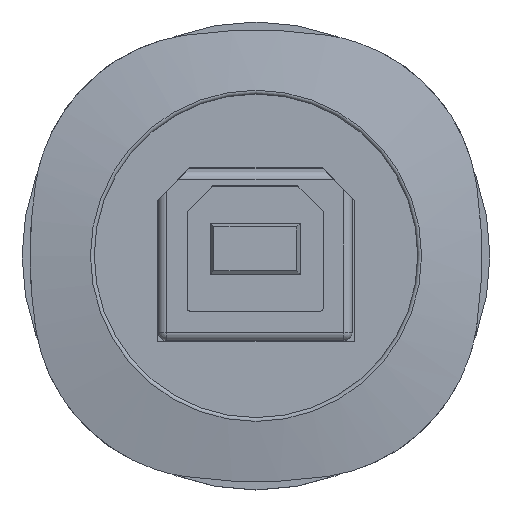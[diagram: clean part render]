
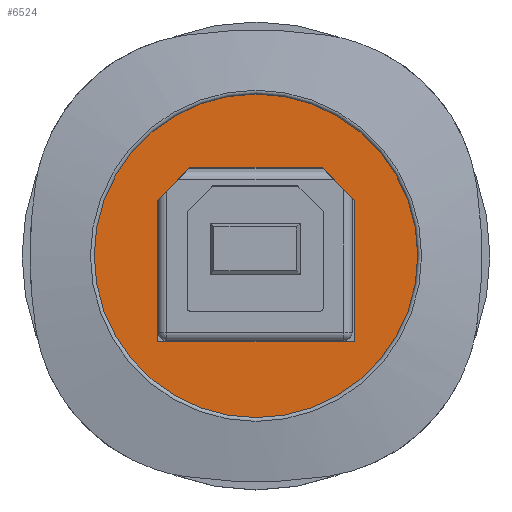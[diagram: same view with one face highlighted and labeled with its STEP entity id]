
A CAD part, top view. The second image highlights one B-rep face of the part: STEP entity #6524.
In plain terms, the highlighted planar face has unit normal (0, 0, 1).
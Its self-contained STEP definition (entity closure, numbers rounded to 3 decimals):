
#182=PLANE('',#6924);
#308=FACE_BOUND('',#860,.T.);
#494=FACE_OUTER_BOUND('',#859,.T.);
#859=EDGE_LOOP('',(#5478,#5479));
#860=EDGE_LOOP('',(#5480,#5481,#5482,#5483,#5484,#5485));
#1117=CIRCLE('',#6854,10.025);
#1118=CIRCLE('',#6855,10.025);
#1697=LINE('',#12562,#2280);
#1744=LINE('',#12798,#2327);
#1753=LINE('',#12816,#2336);
#1762=LINE('',#12866,#2345);
#1764=LINE('',#12869,#2347);
#1765=LINE('',#12871,#2348);
#2280=VECTOR('',#7631,10.);
#2327=VECTOR('',#7750,10.);
#2336=VECTOR('',#7763,10.);
#2345=VECTOR('',#7788,10.);
#2347=VECTOR('',#7792,10.);
#2348=VECTOR('',#7795,10.);
#2985=VERTEX_POINT('',#12559);
#2986=VERTEX_POINT('',#12561);
#3010=VERTEX_POINT('',#12732);
#3011=VERTEX_POINT('',#12734);
#3032=VERTEX_POINT('',#12797);
#3038=VERTEX_POINT('',#12813);
#3039=VERTEX_POINT('',#12815);
#3044=VERTEX_POINT('',#12865);
#3693=EDGE_CURVE('',#2986,#2985,#1697,.T.);
#3732=EDGE_CURVE('',#3011,#3010,#1117,.T.);
#3733=EDGE_CURVE('',#3010,#3011,#1118,.T.);
#3764=EDGE_CURVE('',#3032,#2986,#1744,.T.);
#3773=EDGE_CURVE('',#3039,#3038,#1753,.T.);
#3785=EDGE_CURVE('',#3044,#3039,#1762,.T.);
#3787=EDGE_CURVE('',#2985,#3044,#1764,.T.);
#3788=EDGE_CURVE('',#3038,#3032,#1765,.T.);
#5478=ORIENTED_EDGE('',*,*,#3732,.T.);
#5479=ORIENTED_EDGE('',*,*,#3733,.T.);
#5480=ORIENTED_EDGE('',*,*,#3693,.T.);
#5481=ORIENTED_EDGE('',*,*,#3787,.T.);
#5482=ORIENTED_EDGE('',*,*,#3785,.T.);
#5483=ORIENTED_EDGE('',*,*,#3773,.T.);
#5484=ORIENTED_EDGE('',*,*,#3788,.T.);
#5485=ORIENTED_EDGE('',*,*,#3764,.T.);
#6524=ADVANCED_FACE('',(#494,#308),#182,.T.);
#6854=AXIS2_PLACEMENT_3D('',#12735,#7696,#7697);
#6855=AXIS2_PLACEMENT_3D('',#12736,#7698,#7699);
#6924=AXIS2_PLACEMENT_3D('',#18550,#7940,#7941);
#7631=DIRECTION('',(0.,-1.,0.));
#7696=DIRECTION('center_axis',(0.,0.,
1.));
#7697=DIRECTION('ref_axis',(1.,0.,0.));
#7698=DIRECTION('center_axis',(0.,0.,
1.));
#7699=DIRECTION('ref_axis',(1.,0.,0.));
#7750=DIRECTION('',(0.707,-0.707,0.));
#7763=DIRECTION('',(0.707,0.707,0.));
#7788=DIRECTION('',(0.,1.,0.));
#7792=DIRECTION('',(-1.,0.,0.));
#7795=DIRECTION('',(1.,0.,0.));
#7940=DIRECTION('center_axis',(0.,0.,
1.));
#7941=DIRECTION('ref_axis',(0.,1.,0.));
#12559=CARTESIAN_POINT('',(6.1,-5.3,1.1));
#12561=CARTESIAN_POINT('',(6.1,3.45,1.1));
#12562=CARTESIAN_POINT('',(6.1,-2.65,1.1));
#12732=CARTESIAN_POINT('',(-10.025,0.,1.1));
#12734=CARTESIAN_POINT('',(10.025,0.,1.1));
#12735=CARTESIAN_POINT('Origin',(0.,0.,
1.1));
#12736=CARTESIAN_POINT('Origin',(0.,0.,
1.1));
#12797=CARTESIAN_POINT('',(4.1,5.45,1.1));
#12798=CARTESIAN_POINT('',(4.1,5.45,1.1));
#12813=CARTESIAN_POINT('',(-4.1,5.45,1.1));
#12815=CARTESIAN_POINT('',(-6.1,3.45,1.1));
#12816=CARTESIAN_POINT('',(-6.1,3.45,1.1));
#12865=CARTESIAN_POINT('',(-6.1,-5.3,1.1));
#12866=CARTESIAN_POINT('',(-6.1,2.725,1.1));
#12869=CARTESIAN_POINT('',(-0.544,-5.3,1.1));
#12871=CARTESIAN_POINT('',(5.556,5.45,1.1));
#18550=CARTESIAN_POINT('Origin',(5.013,0.,1.1));
